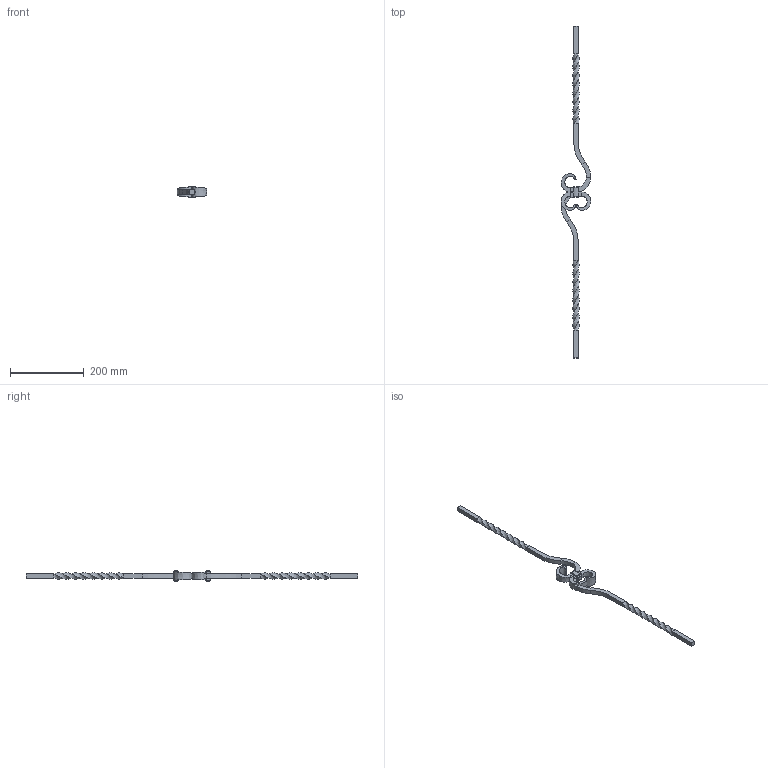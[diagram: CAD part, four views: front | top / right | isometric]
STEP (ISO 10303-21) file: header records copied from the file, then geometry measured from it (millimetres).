
FILE_DESCRIPTION (( 'STEP AP203' ), '1' );
FILE_NAME ('1207.STEP', '2023-06-13T13:44:09', ( '' ), ( '' ), 'SwSTEP 2.0', 'SolidWorks 2018', '' );
FILE_SCHEMA (( 'CONFIG_CONTROL_DESIGN' ));
Length unit declared in the file: millimetre
Products named in the file (1): 1207
Bounding box: 80 x 900 x 28.25 mm (x, y, z)
Volume: 185516.9 mm3; surface area: 66088.5 mm2
Topology: 6 solids, 6 shells, 418 faces, 989 edges, 598 vertices
Faces by surface type: plane 204, bspline 109, cylinder 69, torus 36
Entity records: 18782 total; most frequent: CARTESIAN_POINT 9828, ORIENTED_EDGE 1978, DIRECTION 1544, EDGE_CURVE 989, VERTEX_POINT 598, VECTOR 586, LINE 586, AXIS2_PLACEMENT_3D 479
